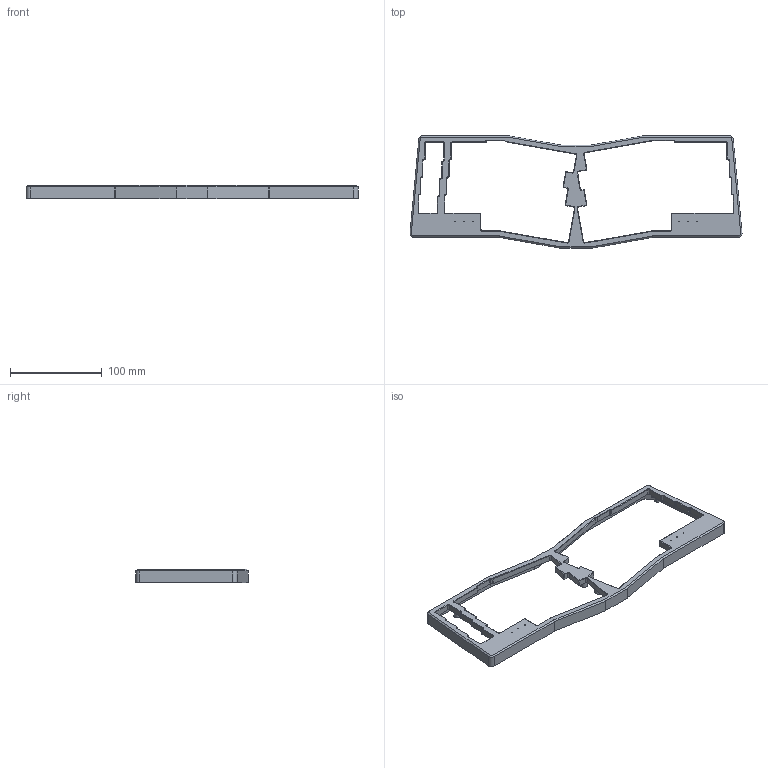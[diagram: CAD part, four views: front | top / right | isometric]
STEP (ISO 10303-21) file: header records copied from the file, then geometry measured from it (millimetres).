
FILE_DESCRIPTION(/* description */ (''),/* implementation_level */ '2;1');
FILE_NAME(/* name */ 'ExportTopCase.step',/* time_stamp */ '2020-06-07T16:48:34+02:00',/* author */ (''),/* organization */ (''),/* preprocessor_version */ 'ST-DEVELOPER v18.1',/* originating_system */ 'Autodesk Translation Framework v9.3.0.1241',/* authorisation */ '');
FILE_SCHEMA (('AUTOMOTIVE_DESIGN { 1 0 10303 214 3 1 1 }'));
Length unit declared in the file: millimetre
Products named in the file (1): ExportTopCase
Bounding box: 362.66 x 122.91 x 14.24 mm (x, y, z)
Volume: 91281.8 mm3; surface area: 50543.2 mm2
Topology: 1 solids, 1 shells, 398 faces, 992 edges, 607 vertices
Faces by surface type: plane 181, cylinder 126, cone 91
Full cylindrical faces by diameter (mm): 1 x6, 1.623 x13, 2.075 x5, 6 x6, 7 x1, 8 x4
Entity records: 11683 total; most frequent: DIRECTION 2097, CARTESIAN_POINT 1980, ORIENTED_EDGE 1948, EDGE_CURVE 974, AXIS2_PLACEMENT_3D 724, LINE 649, VECTOR 649, VERTEX_POINT 607
